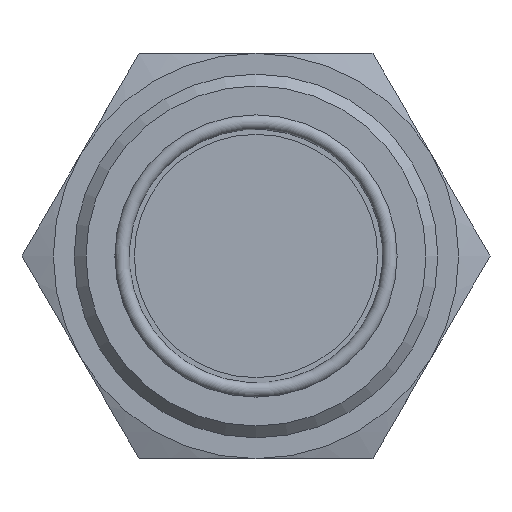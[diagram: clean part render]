
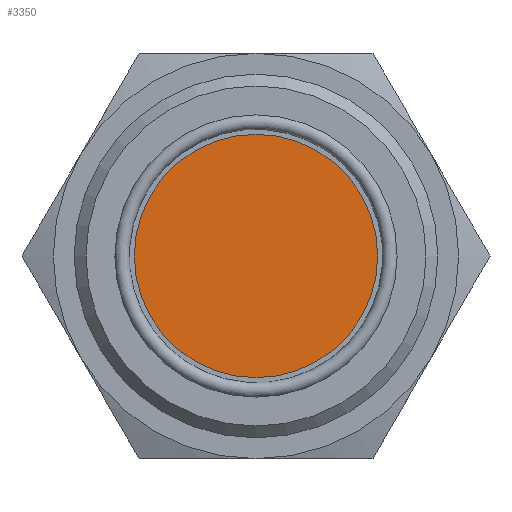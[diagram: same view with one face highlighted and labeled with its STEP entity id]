
A CAD part, left-side view. The second image highlights one B-rep face of the part: STEP entity #3350.
In plain terms, the highlighted planar face has unit normal (-1, 0, 0).
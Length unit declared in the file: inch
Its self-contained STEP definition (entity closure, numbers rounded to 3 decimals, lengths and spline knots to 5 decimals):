
#3170=CARTESIAN_POINT('',(-0.69,-0.5645,0.));
#3171=VERTEX_POINT('',#3170);
#3172=CARTESIAN_POINT('',(-0.69,0.0,0.0));
#3173=DIRECTION('',(-1.0,0.0,0.0));
#3174=DIRECTION('',(0.0,1.0,0.0));
#3175=AXIS2_PLACEMENT_3D('',#3172,#3173,#3174);
#3176=CIRCLE('',#3175,0.5645);
#3177=EDGE_CURVE('',#3171,#3171,#3176,.T.);
#3342=CARTESIAN_POINT('',(-0.69,0.,0.0));
#3343=DIRECTION('',(1.0,0.0,0.0));
#3344=DIRECTION('',(0.0,0.0,-1.0));
#3345=AXIS2_PLACEMENT_3D('',#3342,#3343,#3344);
#3346=PLANE('',#3345);
#3347=ORIENTED_EDGE('',*,*,#3177,.T.);
#3348=EDGE_LOOP('',(#3347));
#3349=FACE_OUTER_BOUND('',#3348,.T.);
#3350=ADVANCED_FACE('',(#3349),#3346,.F.);
